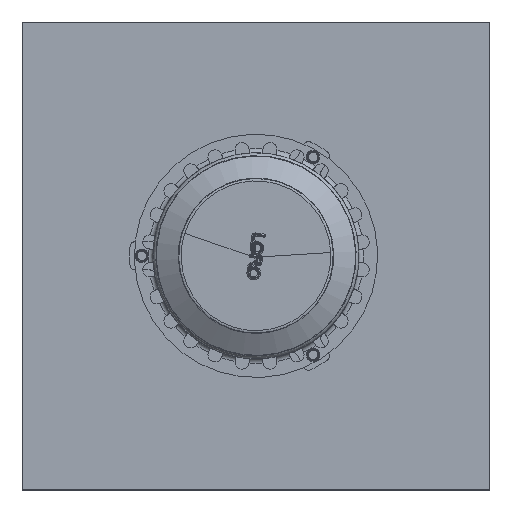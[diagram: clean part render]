
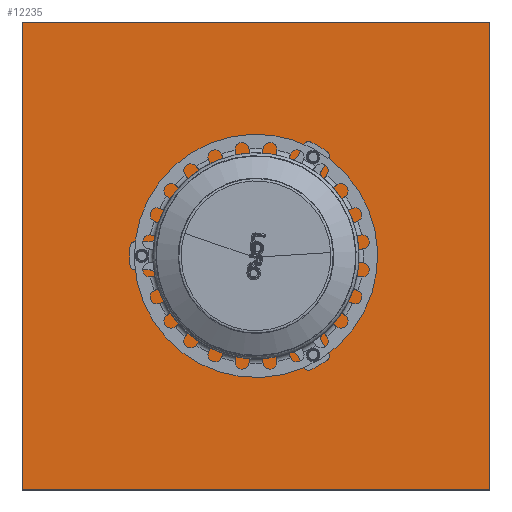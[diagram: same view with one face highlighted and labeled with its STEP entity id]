
A CAD part, top view. The second image highlights one B-rep face of the part: STEP entity #12235.
In plain terms, the highlighted planar face has unit normal (0, 0, 1).
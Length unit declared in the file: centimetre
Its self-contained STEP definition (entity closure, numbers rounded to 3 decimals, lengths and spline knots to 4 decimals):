
#470=FACE_BOUND('',#3241,.T.);
#569=PLANE('',#13037);
#974=LINE('',#18703,#1656);
#979=LINE('',#18713,#1661);
#980=LINE('',#18715,#1662);
#981=LINE('',#18716,#1663);
#1656=VECTOR('',#14766,1.);
#1661=VECTOR('',#14775,1.);
#1662=VECTOR('',#14776,1.);
#1663=VECTOR('',#14777,1.);
#2507=FACE_OUTER_BOUND('',#3240,.T.);
#3240=EDGE_LOOP('',(#8254,#8255,#8256,#8257));
#3241=EDGE_LOOP('',(#8258));
#4088=CIRCLE('',#13033,64.3137);
#4964=VERTEX_POINT('',#18693);
#4967=VERTEX_POINT('',#18700);
#4968=VERTEX_POINT('',#18702);
#4971=VERTEX_POINT('',#18712);
#4972=VERTEX_POINT('',#18714);
#6229=EDGE_CURVE('',#4964,#4964,#4088,.T.);
#6233=EDGE_CURVE('',#4968,#4967,#974,.T.);
#6238=EDGE_CURVE('',#4968,#4971,#979,.T.);
#6239=EDGE_CURVE('',#4972,#4967,#980,.T.);
#6240=EDGE_CURVE('',#4971,#4972,#981,.T.);
#8254=ORIENTED_EDGE('',*,*,#6238,.F.);
#8255=ORIENTED_EDGE('',*,*,#6233,.T.);
#8256=ORIENTED_EDGE('',*,*,#6239,.F.);
#8257=ORIENTED_EDGE('',*,*,#6240,.F.);
#8258=ORIENTED_EDGE('',*,*,#6229,.T.);
#12235=ADVANCED_FACE('',(#2507,#470),#569,.F.);
#13033=AXIS2_PLACEMENT_3D('',#18694,#14758,#14759);
#13037=AXIS2_PLACEMENT_3D('',#18711,#14773,#14774);
#14758=DIRECTION('center_axis',(0.,0.,-1.));
#14759=DIRECTION('ref_axis',(1.,0.,0.));
#14766=DIRECTION('',(0.,-1.,0.));
#14773=DIRECTION('center_axis',(0.,0.,-1.));
#14774=DIRECTION('ref_axis',(0.,-1.,0.));
#14775=DIRECTION('',(1.,0.,0.));
#14776=DIRECTION('',(-1.,0.,0.));
#14777=DIRECTION('',(0.,-1.,0.));
#18693=CARTESIAN_POINT('',(0.,-64.3137,329.));
#18694=CARTESIAN_POINT('Origin',(0.,0.,
329.));
#18700=CARTESIAN_POINT('',(-250.,-250.,329.));
#18702=CARTESIAN_POINT('',(-250.,250.,329.));
#18703=CARTESIAN_POINT('',(-250.,0.,329.));
#18711=CARTESIAN_POINT('Origin',(0.,0.,
329.));
#18712=CARTESIAN_POINT('',(250.,250.,329.));
#18713=CARTESIAN_POINT('',(0.,250.,329.));
#18714=CARTESIAN_POINT('',(250.,-250.,329.));
#18715=CARTESIAN_POINT('',(0.,-250.,329.));
#18716=CARTESIAN_POINT('',(250.,0.,329.));
